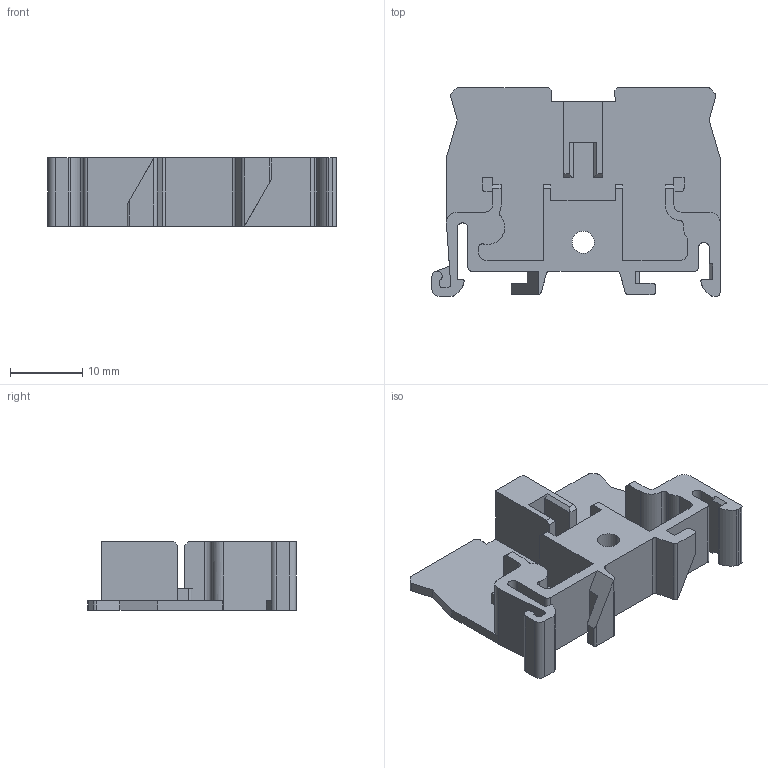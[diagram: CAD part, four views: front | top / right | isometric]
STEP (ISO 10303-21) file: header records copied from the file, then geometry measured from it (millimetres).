
FILE_DESCRIPTION((''),'2;1');
FILE_NAME('UTD-24','2022-02-14T',('Administrator'),(''),'PRO/ENGINEER BY PARAMETRIC TECHNOLOGY CORPORATION, 2013230','PRO/ENGINEER BY PARAMETRIC TECHNOLOGY CORPORATION, 2013230','');
FILE_SCHEMA(('CONFIG_CONTROL_DESIGN'));
Length unit declared in the file: millimetre
Products named in the file (1): UTD-24
Bounding box: 40 x 29 x 9.5 mm (x, y, z)
Volume: 3597.7 mm3; surface area: 4337.1 mm2
Topology: 1 solids, 1 shells, 160 faces, 471 edges, 314 vertices
Faces by surface type: plane 104, cylinder 52, cone 2, torus 2
Entity records: 5437 total; most frequent: CARTESIAN_POINT 1005, ORIENTED_EDGE 942, DIRECTION 888, EDGE_CURVE 471, VECTOR 348, LINE 348, VERTEX_POINT 314, AXIS2_PLACEMENT_3D 270
